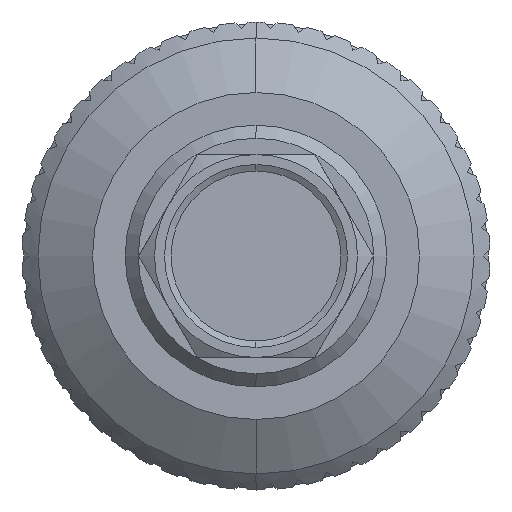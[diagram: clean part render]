
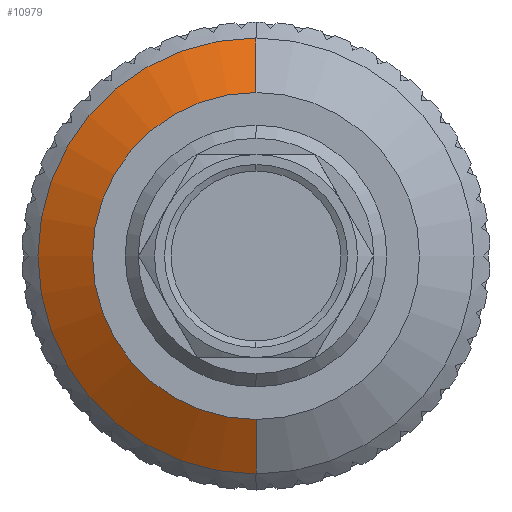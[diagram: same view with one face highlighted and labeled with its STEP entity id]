
A CAD part, left-side view. The second image highlights one B-rep face of the part: STEP entity #10979.
In plain terms, the highlighted conical face has half-angle 59.036 degrees and reference radius 8.34 mm.
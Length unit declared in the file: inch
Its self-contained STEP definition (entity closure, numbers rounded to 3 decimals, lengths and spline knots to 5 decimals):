
#841 = DIRECTION ( 'NONE',  ( -1., 0., 0. ) ) ;
#1057 = VERTEX_POINT ( 'NONE', #11558 ) ;
#1747 = CIRCLE ( 'NONE', #8283, 0.32833 ) ;
#1756 = DIRECTION ( 'NONE',  ( 1., 0., 0. ) ) ;
#2298 = EDGE_CURVE ( 'NONE', #15289, #5072, #3143, .T. ) ;
#3085 = VECTOR ( 'NONE', #15997, 39.37008 ) ;
#3143 = LINE ( 'NONE', #4918, #3085 ) ;
#3329 = CARTESIAN_POINT ( 'NONE',  ( -0.87378, 0., 0. ) ) ;
#3601 = VECTOR ( 'NONE', #4660, 39.37008 ) ;
#3828 = CARTESIAN_POINT ( 'NONE',  ( -0.92303, 0., 0.24625 ) ) ;
#3977 = VERTEX_POINT ( 'NONE', #12837 ) ;
#4660 = DIRECTION ( 'NONE',  ( 0.514, 0., -0.857 ) ) ;
#4918 = CARTESIAN_POINT ( 'NONE',  ( -0.87378, 0., 0.32833 ) ) ;
#5072 = VERTEX_POINT ( 'NONE', #11290 ) ;
#5223 = EDGE_LOOP ( 'NONE', ( #6348, #9937, #13694, #15750 ) ) ;
#5599 = DIRECTION ( 'NONE',  ( 0., 0., -1. ) ) ;
#5822 = EDGE_CURVE ( 'NONE', #5072, #3977, #1747, .T. ) ;
#6348 = ORIENTED_EDGE ( 'NONE', *, *, #16944, .F. ) ;
#6522 = CARTESIAN_POINT ( 'NONE',  ( -0.87378, 0., 0. ) ) ;
#7519 = FACE_OUTER_BOUND ( 'NONE', #5223, .T. ) ;
#7740 = AXIS2_PLACEMENT_3D ( 'NONE', #11334, #11147, #13927 ) ;
#7921 = AXIS2_PLACEMENT_3D ( 'NONE', #3329, #1756, #5599 ) ;
#8283 = AXIS2_PLACEMENT_3D ( 'NONE', #6522, #841, #12187 ) ;
#9937 = ORIENTED_EDGE ( 'NONE', *, *, #2298, .T. ) ;
#10979 = ADVANCED_FACE ( 'NONE', ( #7519 ), #14435, .T. ) ;
#10999 = CIRCLE ( 'NONE', #7740, 0.24625 ) ;
#11147 = DIRECTION ( 'NONE',  ( -1., 0., 0. ) ) ;
#11290 = CARTESIAN_POINT ( 'NONE',  ( -0.87378, 0., 0.32833 ) ) ;
#11334 = CARTESIAN_POINT ( 'NONE',  ( -0.92303, 0., 0. ) ) ;
#11558 = CARTESIAN_POINT ( 'NONE',  ( -0.92303, 0., -0.24625 ) ) ;
#12187 = DIRECTION ( 'NONE',  ( 0., 0., 1. ) ) ;
#12837 = CARTESIAN_POINT ( 'NONE',  ( -0.87378, 0., -0.32833 ) ) ;
#13390 = CARTESIAN_POINT ( 'NONE',  ( -0.87378, 0., -0.32833 ) ) ;
#13694 = ORIENTED_EDGE ( 'NONE', *, *, #5822, .T. ) ;
#13927 = DIRECTION ( 'NONE',  ( 0., 0., 1. ) ) ;
#14435 = CONICAL_SURFACE ( 'NONE', #7921, 0.32833, 1.03 ) ;
#15289 = VERTEX_POINT ( 'NONE', #3828 ) ;
#15750 = ORIENTED_EDGE ( 'NONE', *, *, #18146, .F. ) ;
#15997 = DIRECTION ( 'NONE',  ( 0.514, 0., 0.857 ) ) ;
#16944 = EDGE_CURVE ( 'NONE', #15289, #1057, #10999, .T. ) ;
#17393 = LINE ( 'NONE', #13390, #3601 ) ;
#18146 = EDGE_CURVE ( 'NONE', #1057, #3977, #17393, .T. ) ;
